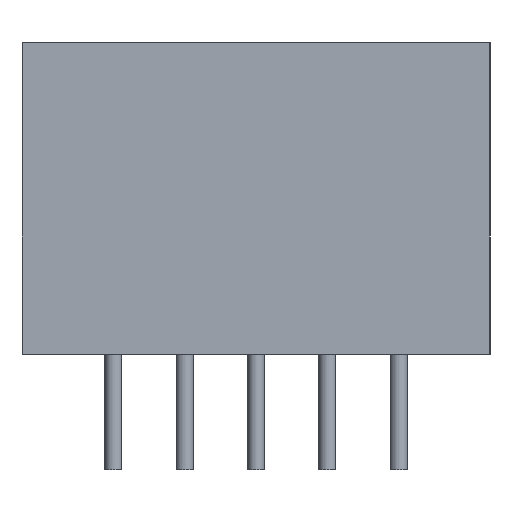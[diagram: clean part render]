
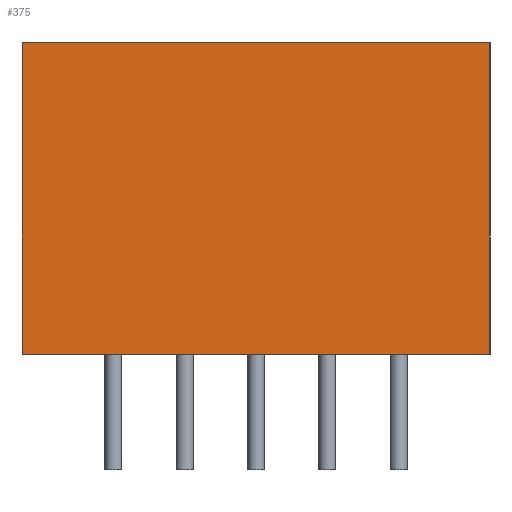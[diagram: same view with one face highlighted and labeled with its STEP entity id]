
A CAD part, left-side view. The second image highlights one B-rep face of the part: STEP entity #375.
In plain terms, the highlighted planar face has unit normal (-1, 0, 0).
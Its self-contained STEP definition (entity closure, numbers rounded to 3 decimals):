
#375 = ADVANCED_FACE( '', ( #831 ), #832, .F. );
#831 = FACE_OUTER_BOUND( '', #1386, .T. );
#832 = PLANE( '', #1387 );
#1386 = EDGE_LOOP( '', ( #2756, #2757, #2758, #2759 ) );
#1387 = AXIS2_PLACEMENT_3D( '', #2760, #2761, #2762 );
#2756 = ORIENTED_EDGE( '', *, *, #3934, .T. );
#2757 = ORIENTED_EDGE( '', *, *, #3766, .F. );
#2758 = ORIENTED_EDGE( '', *, *, #3948, .F. );
#2759 = ORIENTED_EDGE( '', *, *, #3728, .T. );
#2760 = CARTESIAN_POINT( '', ( -16.3, 8.325, 11.1 ) );
#2761 = DIRECTION( '', ( 1., 0., 0. ) );
#2762 = DIRECTION( '', ( 0., 0., -1. ) );
#3728 = EDGE_CURVE( '', #4365, #4363, #4366, .T. );
#3766 = EDGE_CURVE( '', #4424, #4419, #4426, .T. );
#3934 = EDGE_CURVE( '', #4363, #4419, #4674, .T. );
#3948 = EDGE_CURVE( '', #4365, #4424, #4691, .T. );
#4363 = VERTEX_POINT( '', #5515 );
#4365 = VERTEX_POINT( '', #5518 );
#4366 = LINE( '', #5519, #5520 );
#4419 = VERTEX_POINT( '', #5621 );
#4424 = VERTEX_POINT( '', #5628 );
#4426 = LINE( '', #5631, #5632 );
#4674 = LINE( '', #6642, #6643 );
#4691 = LINE( '', #6752, #6753 );
#5515 = CARTESIAN_POINT( '', ( -16.3, 8.325, 0. ) );
#5518 = CARTESIAN_POINT( '', ( -16.3, 8.325, 11.1 ) );
#5519 = CARTESIAN_POINT( '', ( -16.3, 8.325, 11.1 ) );
#5520 = VECTOR( '', #7353, 1000. );
#5621 = CARTESIAN_POINT( '', ( -16.3, -8.325, 0. ) );
#5628 = CARTESIAN_POINT( '', ( -16.3, -8.325, 11.1 ) );
#5631 = CARTESIAN_POINT( '', ( -16.3, -8.325, 11.1 ) );
#5632 = VECTOR( '', #7378, 1000. );
#6642 = CARTESIAN_POINT( '', ( -16.3, 8.325, 0. ) );
#6643 = VECTOR( '', #7434, 1000. );
#6752 = CARTESIAN_POINT( '', ( -16.3, 8.325, 11.1 ) );
#6753 = VECTOR( '', #7436, 1000. );
#7353 = DIRECTION( '', ( 0., 0., -1. ) );
#7378 = DIRECTION( '', ( 0., 0., -1. ) );
#7434 = DIRECTION( '', ( 0., -1., 0. ) );
#7436 = DIRECTION( '', ( 0., -1., 0. ) );
